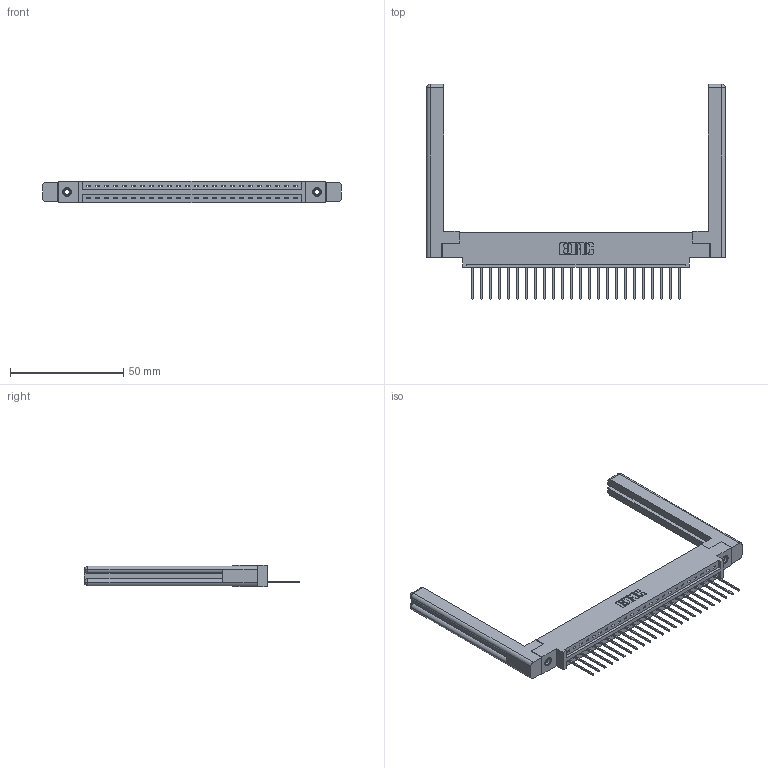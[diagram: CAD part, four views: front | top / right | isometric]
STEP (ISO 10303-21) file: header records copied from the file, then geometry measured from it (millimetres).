
FILE_DESCRIPTION (( 'STEP AP203' ), '1' );
FILE_NAME ('337-024-540-658.STEP', '2019-09-30T15:49:29', ( '' ), ( '' ), 'SwSTEP 2.0', 'SolidWorks 2016', '' );
FILE_SCHEMA (( 'CONFIG_CONTROL_DESIGN' ));
Length unit declared in the file: inch
Products named in the file (5): 337 Part_0.170 Offset - 0.156 Dia-TI; 337-024-540-658; 307-220-058; 345-250-001_345-250-001-102; 345-292-001_345-293-140
Assembly tree (29 placements, depth 2):
  337-024-540-658
    337 Part_0.170 Offset - 0.156 Dia-TI
    345-292-001_345-293-140  x24
    345-250-001_345-250-001-102  x2
    307-220-058  x2
Bounding box: 131.72 x 94.87 x 9.4 mm (x, y, z)
Volume: 20542.4 mm3; surface area: 19277.3 mm2
Topology: 29 solids, 29 shells, 1748 faces, 5189 edges, 3414 vertices
Faces by surface type: plane 1262, cylinder 462, cone 12, torus 12
Entity records: 22952 total; most frequent: CARTESIAN_POINT 3997, ORIENTED_EDGE 3896, DIRECTION 3420, EDGE_CURVE 1948, VECTOR 1772, LINE 1772, VERTEX_POINT 1290, AXIS2_PLACEMENT_3D 824
